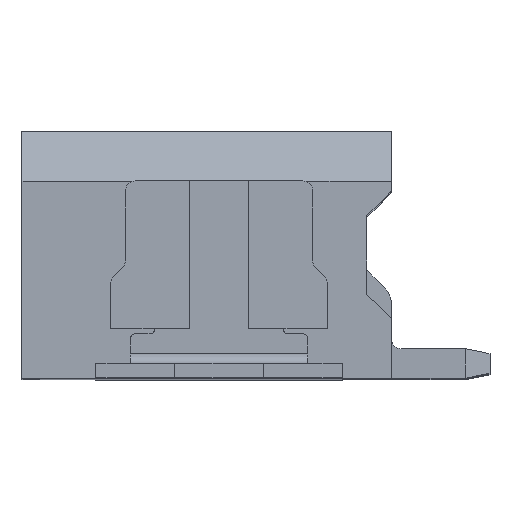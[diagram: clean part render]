
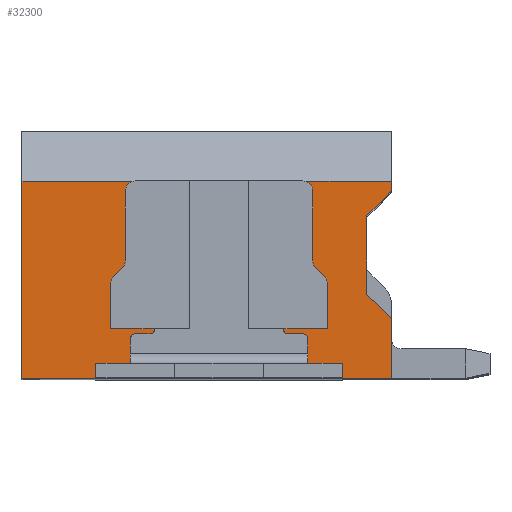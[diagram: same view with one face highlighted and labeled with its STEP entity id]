
A CAD part, top view. The second image highlights one B-rep face of the part: STEP entity #32300.
In plain terms, the highlighted planar face has unit normal (0, 0, 1).
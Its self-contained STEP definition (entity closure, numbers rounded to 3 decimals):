
#1240=CARTESIAN_POINT('',(-0.739,-13.222,6.15));
#1250=VERTEX_POINT('',#1240);
#1320=CARTESIAN_POINT('',(2.661,-13.222,6.15));
#1330=VERTEX_POINT('',#1320);
#3260=CARTESIAN_POINT('',(3.103,-15.163,6.15));
#3270=VERTEX_POINT('',#3260);
#3320=CARTESIAN_POINT('',(2.961,-15.305,6.15));
#3330=DIRECTION('',(0.,0.,1.));
#3340=DIRECTION('',(1.,0.,0.));
#3350=AXIS2_PLACEMENT_3D('',#3320,#3330,#3340);
#3360=CIRCLE('',#3350,0.2);
#3370=CARTESIAN_POINT('',(3.161,-15.305,6.15));
#3380=VERTEX_POINT('',#3370);
#3390=EDGE_CURVE('',#3380,#3270,#3360,.T.);
#4990=CARTESIAN_POINT('',(-0.939,-13.422,6.15));
#5000=VERTEX_POINT('',#4990);
#5050=CARTESIAN_POINT('',(-0.739,-13.422,6.15));
#5060=DIRECTION('',(0.,0.,1.));
#5070=DIRECTION('',(1.,0.,0.));
#5080=AXIS2_PLACEMENT_3D('',#5050,#5060,#5070);
#5090=CIRCLE('',#5080,0.2);
#5100=EDGE_CURVE('',#1250,#5000,#5090,.T.);
#15820=CARTESIAN_POINT('',(-5.978,-19.96,6.15));
#15830=DIRECTION('',(0.707,0.707,0.));
#15840=VECTOR('',#15830,1.);
#15850=LINE('',#15820,#15840);
#15860=CARTESIAN_POINT('',(-1.18,-15.163,6.15));
#15870=VERTEX_POINT('',#15860);
#15880=CARTESIAN_POINT('',(-0.997,-14.98,6.15));
#15890=VERTEX_POINT('',#15880);
#15900=EDGE_CURVE('',#15870,#15890,#15850,.T.);
#17200=CARTESIAN_POINT('',(3.961,-15.522,6.15));
#17210=VERTEX_POINT('',#17200);
#17360=CARTESIAN_POINT('',(4.461,-16.022,6.15));
#17370=VERTEX_POINT('',#17360);
#17400=CARTESIAN_POINT('',(-11.56,0.,6.15));
#17410=DIRECTION('',(0.707,-0.707,-0.));
#17420=VECTOR('',#17410,1.);
#17430=LINE('',#17400,#17420);
#17440=EDGE_CURVE('',#17210,#17370,#17430,.T.);
#17670=CARTESIAN_POINT('',(4.461,-13.222,6.15));
#17680=VERTEX_POINT('',#17670);
#18060=CARTESIAN_POINT('',(4.461,-13.422,6.15));
#18070=VERTEX_POINT('',#18060);
#18100=CARTESIAN_POINT('',(4.461,0.,6.15));
#18110=DIRECTION('',(0.,1.,0.));
#18120=VECTOR('',#18110,1.);
#18130=LINE('',#18100,#18120);
#18140=EDGE_CURVE('',#18070,#17680,#18130,.T.);
#18370=CARTESIAN_POINT('',(3.961,-13.922,6.15));
#18380=VERTEX_POINT('',#18370);
#18410=CARTESIAN_POINT('',(17.883,0.,6.15));
#18420=DIRECTION('',(-0.707,-0.707,0.));
#18430=VECTOR('',#18420,1.);
#18440=LINE('',#18410,#18430);
#18450=EDGE_CURVE('',#18070,#18380,#18440,.T.);
#19890=CARTESIAN_POINT('',(-3.039,-17.222,6.15));
#19900=VERTEX_POINT('',#19890);
#20540=CARTESIAN_POINT('',(-3.039,-13.222,6.15));
#20550=VERTEX_POINT('',#20540);
#20580=CARTESIAN_POINT('',(-3.039,0.,6.15));
#20590=DIRECTION('',(0.,1.,0.));
#20600=VECTOR('',#20590,1.);
#20610=LINE('',#20580,#20600);
#20620=EDGE_CURVE('',#19900,#20550,#20610,.T.);
#27830=CARTESIAN_POINT('',(-5.978,-17.222,6.15));
#27840=DIRECTION('',(-1.,0.,0.));
#27850=VECTOR('',#27840,1.);
#27860=LINE('',#27830,#27850);
#27870=CARTESIAN_POINT('',(4.461,-17.222,6.15));
#27880=VERTEX_POINT('',#27870);
#27890=EDGE_CURVE('',#27880,#19900,#27860,.T.);
#31170=CARTESIAN_POINT('',(5.211,-16.922,6.15));
#31180=DIRECTION('',(0.,0.,-1.));
#31190=DIRECTION('',(0.,1.,0.));
#31200=AXIS2_PLACEMENT_3D('',#31170,#31180,#31190);
#31210=PLANE('',#31200);
#31220=ORIENTED_EDGE('',*,*,#20620,.F.);
#31230=CARTESIAN_POINT('',(-5.978,-13.222,6.15));
#31240=DIRECTION('',(1.,0.,0.));
#31250=VECTOR('',#31240,1.);
#31260=LINE('',#31230,#31250);
#31270=EDGE_CURVE('',#20550,#1250,#31260,.T.);
#31280=ORIENTED_EDGE('',*,*,#31270,.F.);
#31290=ORIENTED_EDGE('',*,*,#5100,.F.);
#31300=CARTESIAN_POINT('',(-0.939,0.,6.15));
#31310=DIRECTION('',(0.,1.,0.));
#31320=VECTOR('',#31310,1.);
#31330=LINE('',#31300,#31320);
#31340=CARTESIAN_POINT('',(-0.939,-14.839,6.15));
#31350=VERTEX_POINT('',#31340);
#31360=EDGE_CURVE('',#31350,#5000,#31330,.T.);
#31370=ORIENTED_EDGE('',*,*,#31360,.T.);
#31380=CARTESIAN_POINT('',(-1.139,-14.839,6.15));
#31390=DIRECTION('',(0.,0.,-1.));
#31400=DIRECTION('',(-1.,0.,0.));
#31410=AXIS2_PLACEMENT_3D('',#31380,#31390,#31400);
#31420=CIRCLE('',#31410,0.2);
#31430=EDGE_CURVE('',#31350,#15890,#31420,.T.);
#31440=ORIENTED_EDGE('',*,*,#31430,.F.);
#31450=ORIENTED_EDGE('',*,*,#15900,.T.);
#31460=CARTESIAN_POINT('',(-1.039,-15.305,6.15));
#31470=DIRECTION('',(0.,0.,1.));
#31480=DIRECTION('',(1.,0.,0.));
#31490=AXIS2_PLACEMENT_3D('',#31460,#31470,#31480);
#31500=CIRCLE('',#31490,0.2);
#31510=CARTESIAN_POINT('',(-1.239,-15.305,6.15));
#31520=VERTEX_POINT('',#31510);
#31530=EDGE_CURVE('',#15870,#31520,#31500,.T.);
#31540=ORIENTED_EDGE('',*,*,#31530,.F.);
#31550=CARTESIAN_POINT('',(-1.239,0.,6.15));
#31560=DIRECTION('',(0.,1.,0.));
#31570=VECTOR('',#31560,1.);
#31580=LINE('',#31550,#31570);
#31590=CARTESIAN_POINT('',(-1.239,-16.222,6.15));
#31600=VERTEX_POINT('',#31590);
#31610=EDGE_CURVE('',#31600,#31520,#31580,.T.);
#31620=ORIENTED_EDGE('',*,*,#31610,.T.);
#31630=CARTESIAN_POINT('',(-5.978,-16.222,6.15));
#31640=DIRECTION('',(-1.,0.,0.));
#31650=VECTOR('',#31640,1.);
#31660=LINE('',#31630,#31650);
#31670=CARTESIAN_POINT('',(3.161,-16.222,6.15));
#31680=VERTEX_POINT('',#31670);
#31690=EDGE_CURVE('',#31680,#31600,#31660,.T.);
#31700=ORIENTED_EDGE('',*,*,#31690,.T.);
#31710=CARTESIAN_POINT('',(3.161,0.,6.15));
#31720=DIRECTION('',(0.,-1.,0.));
#31730=VECTOR('',#31720,1.);
#31740=LINE('',#31710,#31730);
#31750=EDGE_CURVE('',#3380,#31680,#31740,.T.);
#31760=ORIENTED_EDGE('',*,*,#31750,.T.);
#31770=ORIENTED_EDGE('',*,*,#3390,.F.);
#31780=CARTESIAN_POINT('',(-5.978,-6.083,6.15));
#31790=DIRECTION('',(0.707,-0.707,-0.));
#31800=VECTOR('',#31790,1.);
#31810=LINE('',#31780,#31800);
#31820=CARTESIAN_POINT('',(2.92,-14.98,6.15));
#31830=VERTEX_POINT('',#31820);
#31840=EDGE_CURVE('',#31830,#3270,#31810,.T.);
#31850=ORIENTED_EDGE('',*,*,#31840,.T.);
#31860=CARTESIAN_POINT('',(3.061,-14.839,6.15));
#31870=DIRECTION('',(0.,0.,-1.));
#31880=DIRECTION('',(-1.,0.,0.));
#31890=AXIS2_PLACEMENT_3D('',#31860,#31870,#31880);
#31900=CIRCLE('',#31890,0.2);
#31910=CARTESIAN_POINT('',(2.861,-14.839,6.15));
#31920=VERTEX_POINT('',#31910);
#31930=EDGE_CURVE('',#31830,#31920,#31900,.T.);
#31940=ORIENTED_EDGE('',*,*,#31930,.F.);
#31950=CARTESIAN_POINT('',(2.861,0.,6.15));
#31960=DIRECTION('',(0.,-1.,0.));
#31970=VECTOR('',#31960,1.);
#31980=LINE('',#31950,#31970);
#31990=CARTESIAN_POINT('',(2.861,-13.422,6.15));
#32000=VERTEX_POINT('',#31990);
#32010=EDGE_CURVE('',#32000,#31920,#31980,.T.);
#32020=ORIENTED_EDGE('',*,*,#32010,.T.);
#32030=CARTESIAN_POINT('',(2.661,-13.422,6.15));
#32040=DIRECTION('',(0.,0.,1.));
#32050=DIRECTION('',(1.,0.,0.));
#32060=AXIS2_PLACEMENT_3D('',#32030,#32040,#32050);
#32070=CIRCLE('',#32060,0.2);
#32080=EDGE_CURVE('',#32000,#1330,#32070,.T.);
#32090=ORIENTED_EDGE('',*,*,#32080,.F.);
#32100=EDGE_CURVE('',#1330,#17680,#31260,.T.);
#32110=ORIENTED_EDGE('',*,*,#32100,.F.);
#32120=ORIENTED_EDGE('',*,*,#18140,.T.);
#32130=ORIENTED_EDGE('',*,*,#18450,.F.);
#32140=CARTESIAN_POINT('',(3.961,0.,6.15));
#32150=DIRECTION('',(0.,-1.,0.));
#32160=VECTOR('',#32150,1.);
#32170=LINE('',#32140,#32160);
#32180=EDGE_CURVE('',#18380,#17210,#32170,.T.);
#32190=ORIENTED_EDGE('',*,*,#32180,.F.);
#32200=ORIENTED_EDGE('',*,*,#17440,.F.);
#32210=CARTESIAN_POINT('',(4.461,0.,6.15));
#32220=DIRECTION('',(0.,1.,0.));
#32230=VECTOR('',#32220,1.);
#32240=LINE('',#32210,#32230);
#32250=EDGE_CURVE('',#27880,#17370,#32240,.T.);
#32260=ORIENTED_EDGE('',*,*,#32250,.T.);
#32270=ORIENTED_EDGE('',*,*,#27890,.F.);
#32280=EDGE_LOOP('',(#32270,#32260,#32200,#32190,#32130,#32120,#32110,
#32090,#32020,#31940,#31850,#31770,#31760,#31700,#31620,#31540,#31450,
#31440,#31370,#31290,#31280,#31220));
#32290=FACE_OUTER_BOUND('',#32280,.T.);
#32300=ADVANCED_FACE('',(#32290),#31210,.F.);
